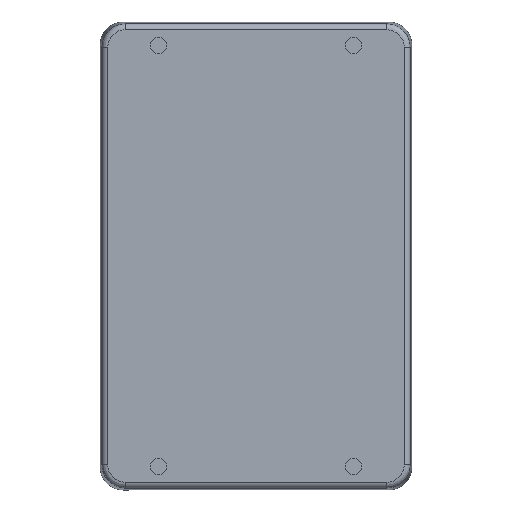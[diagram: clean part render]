
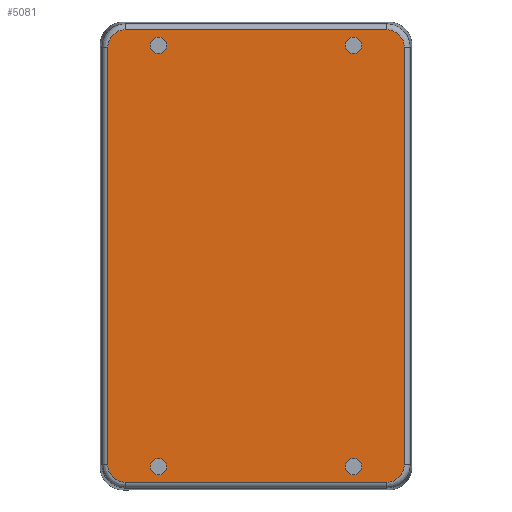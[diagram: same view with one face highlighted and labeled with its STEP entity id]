
A CAD part, left-side view. The second image highlights one B-rep face of the part: STEP entity #5081.
In plain terms, the highlighted planar face has unit normal (-1, 0, 0).
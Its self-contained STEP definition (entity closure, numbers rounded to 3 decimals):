
#170=ELLIPSE('',#5725,0.45,0.45);
#171=ELLIPSE('',#5727,0.45,0.45);
#174=ELLIPSE('',#5735,0.45,0.45);
#175=ELLIPSE('',#5737,0.45,0.45);
#382=LINE('',#8827,#670);
#384=LINE('',#8943,#672);
#385=LINE('',#8948,#673);
#388=LINE('',#9062,#676);
#670=VECTOR('',#7070,10.702);
#672=VECTOR('',#7088,6.702);
#673=VECTOR('',#7093,6.702);
#676=VECTOR('',#7110,10.702);
#844=PLANE('',#5746);
#975=FACE_BOUND('',#1628,.T.);
#976=FACE_BOUND('',#1629,.T.);
#977=FACE_BOUND('',#1630,.T.);
#978=FACE_BOUND('',#1631,.T.);
#1226=FACE_OUTER_BOUND('',#1627,.T.);
#1627=EDGE_LOOP('',(#4173,#4174,#4175,#4176,#4177,#4178,#4179,#4180));
#1628=EDGE_LOOP('',(#4181));
#1629=EDGE_LOOP('',(#4182));
#1630=EDGE_LOOP('',(#4183));
#1631=EDGE_LOOP('',(#4184));
#2046=CIRCLE('',#5697,0.21);
#2050=CIRCLE('',#5703,0.21);
#2054=CIRCLE('',#5709,0.21);
#2058=CIRCLE('',#5715,0.21);
#2420=VERTEX_POINT('',#8780);
#2424=VERTEX_POINT('',#8790);
#2428=VERTEX_POINT('',#8800);
#2432=VERTEX_POINT('',#8810);
#2436=VERTEX_POINT('',#8820);
#2439=VERTEX_POINT('',#8825);
#2440=VERTEX_POINT('',#8878);
#2443=VERTEX_POINT('',#8934);
#2444=VERTEX_POINT('',#8939);
#2447=VERTEX_POINT('',#8946);
#2448=VERTEX_POINT('',#9000);
#2451=VERTEX_POINT('',#9056);
#3029=EDGE_CURVE('',#2420,#2420,#2046,.T.);
#3033=EDGE_CURVE('',#2424,#2424,#2050,.T.);
#3037=EDGE_CURVE('',#2428,#2428,#2054,.T.);
#3041=EDGE_CURVE('',#2432,#2432,#2058,.T.);
#3048=EDGE_CURVE('',#2439,#2436,#382,.T.);
#3051=EDGE_CURVE('',#2436,#2440,#170,.T.);
#3053=EDGE_CURVE('',#2443,#2439,#171,.T.);
#3057=EDGE_CURVE('',#2440,#2444,#384,.T.);
#3059=EDGE_CURVE('',#2447,#2443,#385,.T.);
#3063=EDGE_CURVE('',#2444,#2448,#174,.T.);
#3065=EDGE_CURVE('',#2451,#2447,#175,.T.);
#3068=EDGE_CURVE('',#2448,#2451,#388,.T.);
#4173=ORIENTED_EDGE('',*,*,#3048,.F.);
#4174=ORIENTED_EDGE('',*,*,#3053,.F.);
#4175=ORIENTED_EDGE('',*,*,#3059,.F.);
#4176=ORIENTED_EDGE('',*,*,#3065,.F.);
#4177=ORIENTED_EDGE('',*,*,#3068,.F.);
#4178=ORIENTED_EDGE('',*,*,#3063,.F.);
#4179=ORIENTED_EDGE('',*,*,#3057,.F.);
#4180=ORIENTED_EDGE('',*,*,#3051,.F.);
#4181=ORIENTED_EDGE('',*,*,#3029,.T.);
#4182=ORIENTED_EDGE('',*,*,#3033,.T.);
#4183=ORIENTED_EDGE('',*,*,#3037,.T.);
#4184=ORIENTED_EDGE('',*,*,#3041,.T.);
#5081=ADVANCED_FACE('',(#1226,#975,#976,#977,#978),#844,.T.);
#5697=AXIS2_PLACEMENT_3D('',#8781,#7017,#7018);
#5703=AXIS2_PLACEMENT_3D('',#8791,#7029,#7030);
#5709=AXIS2_PLACEMENT_3D('',#8801,#7041,#7042);
#5715=AXIS2_PLACEMENT_3D('',#8811,#7053,#7054);
#5725=AXIS2_PLACEMENT_3D('',#8882,#7075,#7076);
#5727=AXIS2_PLACEMENT_3D('',#8936,#7079,#7080);
#5735=AXIS2_PLACEMENT_3D('',#9004,#7099,#7100);
#5737=AXIS2_PLACEMENT_3D('',#9058,#7103,#7104);
#5746=AXIS2_PLACEMENT_3D('',#9081,#7130,#7131);
#7017=DIRECTION('center_axis',(1.,0.,0.));
#7018=DIRECTION('ref_axis',(0.,0.,-1.));
#7029=DIRECTION('center_axis',(1.,0.,0.));
#7030=DIRECTION('ref_axis',(0.,0.,-1.));
#7041=DIRECTION('center_axis',(1.,0.,0.));
#7042=DIRECTION('ref_axis',(0.,0.,-1.));
#7053=DIRECTION('center_axis',(1.,0.,0.));
#7054=DIRECTION('ref_axis',(0.,0.,-1.));
#7070=DIRECTION('',(0.,0.,-1.));
#7075=DIRECTION('center_axis',(1.,0.,0.));
#7076=DIRECTION('ref_axis',(0.,-0.707,-0.707));
#7079=DIRECTION('center_axis',(1.,0.,0.));
#7080=DIRECTION('ref_axis',(0.,-0.707,0.707));
#7088=DIRECTION('',(0.,1.,0.));
#7093=DIRECTION('',(0.,-1.,0.));
#7099=DIRECTION('center_axis',(1.,0.,0.));
#7100=DIRECTION('ref_axis',(0.,0.707,-0.707));
#7103=DIRECTION('center_axis',(1.,0.,0.));
#7104=DIRECTION('ref_axis',(0.,0.707,0.707));
#7110=DIRECTION('',(0.,0.,1.));
#7130=DIRECTION('center_axis',(-1.,0.,0.));
#7131=DIRECTION('ref_axis',(0.,0.,1.));
#8780=CARTESIAN_POINT('',(0.,-2.5,5.61));
#8781=CARTESIAN_POINT('Origin',(0.,-2.5,5.4));
#8790=CARTESIAN_POINT('',(0.,-2.5,-5.19));
#8791=CARTESIAN_POINT('Origin',(0.,-2.5,-5.4));
#8800=CARTESIAN_POINT('',(0.,2.5,5.61));
#8801=CARTESIAN_POINT('Origin',(0.,2.5,5.4));
#8810=CARTESIAN_POINT('',(0.,2.5,-5.19));
#8811=CARTESIAN_POINT('Origin',(0.,2.5,-5.4));
#8820=CARTESIAN_POINT('',(0.,-3.801,-5.351));
#8825=CARTESIAN_POINT('',(0.,-3.801,5.351));
#8827=CARTESIAN_POINT('',(0.,-3.801,5.351));
#8878=CARTESIAN_POINT('',(0.,-3.351,-5.801));
#8882=CARTESIAN_POINT('Origin',(0.,-3.351,-5.351));
#8934=CARTESIAN_POINT('',(0.,-3.351,5.801));
#8936=CARTESIAN_POINT('Origin',(0.,-3.351,5.351));
#8939=CARTESIAN_POINT('',(0.,3.351,-5.801));
#8943=CARTESIAN_POINT('',(0.,-3.351,-5.801));
#8946=CARTESIAN_POINT('',(0.,3.351,5.801));
#8948=CARTESIAN_POINT('',(0.,3.351,5.801));
#9000=CARTESIAN_POINT('',(0.,3.801,-5.351));
#9004=CARTESIAN_POINT('Origin',(0.,3.351,-5.351));
#9056=CARTESIAN_POINT('',(0.,3.801,5.351));
#9058=CARTESIAN_POINT('Origin',(0.,3.351,5.351));
#9062=CARTESIAN_POINT('',(0.,3.801,-5.351));
#9081=CARTESIAN_POINT('Origin',(0.,-3.95,-6.));
